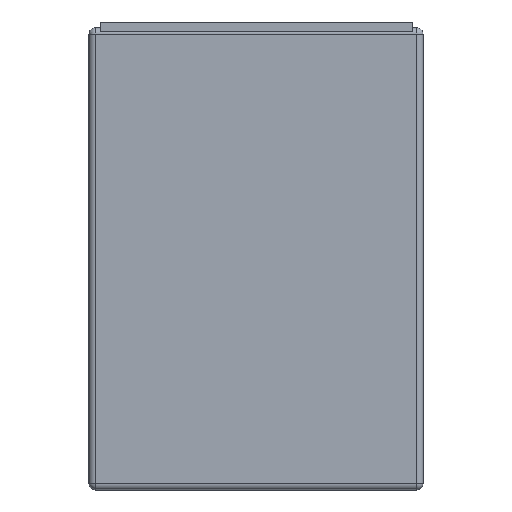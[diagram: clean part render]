
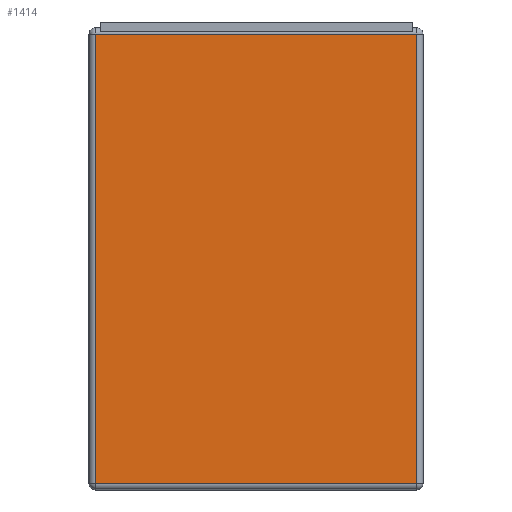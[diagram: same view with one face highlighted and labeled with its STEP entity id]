
A CAD part, top view. The second image highlights one B-rep face of the part: STEP entity #1414.
In plain terms, the highlighted face is planar.
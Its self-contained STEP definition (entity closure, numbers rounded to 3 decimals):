
#100=PLANE('',#1568);
#193=FACE_OUTER_BOUND('',#281,.T.);
#281=EDGE_LOOP('',(#1223,#1224,#1225,#1226));
#401=LINE('',#2243,#539);
#403=LINE('',#2246,#541);
#417=LINE('',#2288,#555);
#420=LINE('',#2292,#558);
#539=VECTOR('',#1843,10.);
#541=VECTOR('',#1847,10.);
#555=VECTOR('',#1903,10.);
#558=VECTOR('',#1908,10.);
#710=VERTEX_POINT('',#2210);
#715=VERTEX_POINT('',#2220);
#716=VERTEX_POINT('',#2224);
#722=VERTEX_POINT('',#2239);
#880=EDGE_CURVE('',#716,#722,#401,.T.);
#882=EDGE_CURVE('',#722,#715,#403,.T.);
#905=EDGE_CURVE('',#710,#716,#417,.T.);
#908=EDGE_CURVE('',#715,#710,#420,.T.);
#1223=ORIENTED_EDGE('',*,*,#880,.F.);
#1224=ORIENTED_EDGE('',*,*,#905,.F.);
#1225=ORIENTED_EDGE('',*,*,#908,.F.);
#1226=ORIENTED_EDGE('',*,*,#882,.F.);
#1414=ADVANCED_FACE('',(#193),#100,.T.);
#1568=AXIS2_PLACEMENT_3D('',#2293,#1909,#1910);
#1843=DIRECTION('',(-1.,0.,0.));
#1847=DIRECTION('',(0.,0.,1.));
#1903=DIRECTION('',(0.,0.,-1.));
#1908=DIRECTION('',(1.,0.,0.));
#1909=DIRECTION('center_axis',(0.,-1.,0.));
#1910=DIRECTION('ref_axis',(1.,0.,0.));
#2210=CARTESIAN_POINT('',(105.,-30.,146.));
#2220=CARTESIAN_POINT('',(2.,-30.,146.));
#2224=CARTESIAN_POINT('',(105.,-30.,2.));
#2239=CARTESIAN_POINT('',(2.,-30.,2.));
#2243=CARTESIAN_POINT('',(26.75,-30.,2.));
#2246=CARTESIAN_POINT('',(2.,-30.,0.));
#2288=CARTESIAN_POINT('',(105.,-30.,0.));
#2292=CARTESIAN_POINT('',(26.75,-30.,146.));
#2293=CARTESIAN_POINT('Origin',(0.,-30.,0.));
